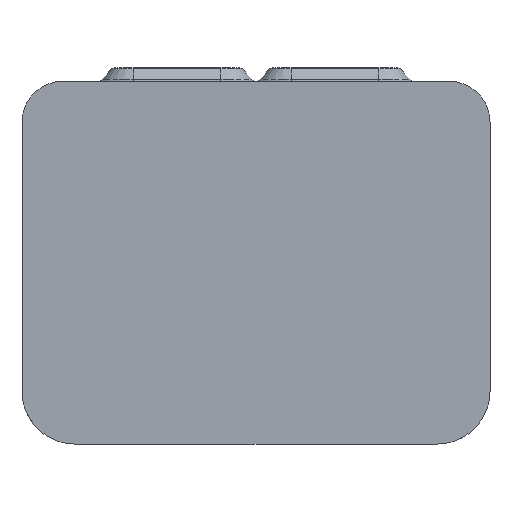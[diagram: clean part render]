
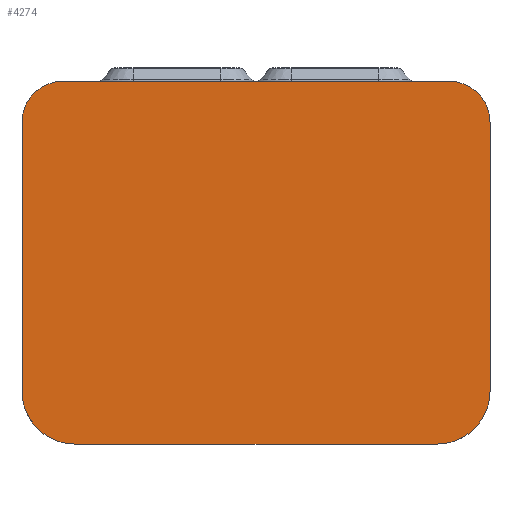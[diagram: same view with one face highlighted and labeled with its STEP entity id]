
A CAD part, top view. The second image highlights one B-rep face of the part: STEP entity #4274.
In plain terms, the highlighted planar face has unit normal (0, 0, 1).
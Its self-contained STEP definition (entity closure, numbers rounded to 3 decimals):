
#136=PLANE('',#1798);
#253=VECTOR('',#1065,1.);
#319=VECTOR('',#1399,1.);
#323=VECTOR('',#1408,1.);
#329=VECTOR('',#1428,1.);
#431=LINE('',#8095,#253);
#497=LINE('',#9057,#319);
#501=LINE('',#9077,#323);
#507=LINE('',#9366,#329);
#1065=DIRECTION('',(1.,0.,0.));
#1399=DIRECTION('',(0.,1.,0.));
#1404=DIRECTION('',(0.,0.,-1.));
#1405=DIRECTION('',(-6.364,-6.364,0.));
#1408=DIRECTION('',(-1.,0.,0.));
#1412=DIRECTION('',(0.,0.,-1.));
#1413=DIRECTION('',(6.364,-6.364,0.));
#1420=DIRECTION('',(0.,0.,-1.));
#1421=DIRECTION('',(4.95,4.95,0.));
#1425=DIRECTION('',(0.,0.,-1.));
#1426=DIRECTION('',(-4.95,4.95,0.));
#1427=DIRECTION('',(0.,0.,1.));
#1428=DIRECTION('',(0.,-1.,0.));
#1789=AXIS2_PLACEMENT_3D('',#9073,#1404,#1405);
#1792=AXIS2_PLACEMENT_3D('',#9081,#1412,#1413);
#1795=AXIS2_PLACEMENT_3D('',#9252,#1420,#1421);
#1797=AXIS2_PLACEMENT_3D('',#9256,#1425,#1426);
#1798=AXIS2_PLACEMENT_3D('',#9365,#1427,$);
#2012=CIRCLE('',#1789,9.);
#2013=CIRCLE('',#1792,9.);
#2014=CIRCLE('',#1795,7.);
#2015=CIRCLE('',#1797,7.);
#2197=VERTEX_POINT('',#8094);
#2198=VERTEX_POINT('',#8096);
#2285=VERTEX_POINT('',#9056);
#2286=VERTEX_POINT('',#9058);
#2287=VERTEX_POINT('',#9072);
#2288=VERTEX_POINT('',#9076);
#2289=VERTEX_POINT('',#9080);
#2291=VERTEX_POINT('',#9253);
#2619=EDGE_CURVE('',#2197,#2198,#431,.T.);
#2783=EDGE_CURVE('',#2285,#2286,#497,.T.);
#2787=EDGE_CURVE('',#2287,#2285,#2012,.T.);
#2789=EDGE_CURVE('',#2288,#2287,#501,.T.);
#2791=EDGE_CURVE('',#2289,#2288,#2013,.T.);
#2796=EDGE_CURVE('',#2198,#2291,#2014,.T.);
#2798=EDGE_CURVE('',#2286,#2197,#2015,.T.);
#2799=EDGE_CURVE('',#2291,#2289,#507,.T.);
#3665=ORIENTED_EDGE('',*,*,#2791,.F.);
#3666=ORIENTED_EDGE('',*,*,#2799,.F.);
#3667=ORIENTED_EDGE('',*,*,#2796,.F.);
#3668=ORIENTED_EDGE('',*,*,#2619,.F.);
#3669=ORIENTED_EDGE('',*,*,#2798,.F.);
#3670=ORIENTED_EDGE('',*,*,#2783,.F.);
#3671=ORIENTED_EDGE('',*,*,#2787,.F.);
#3672=ORIENTED_EDGE('',*,*,#2789,.F.);
#3894=EDGE_LOOP('',(#3665,#3666,#3667,#3668,#3669,#3670,#3671,#3672));
#4090=FACE_BOUND('',#3894,.T.);
#4274=ADVANCED_FACE('',(#4090),#136,.T.);
#8094=CARTESIAN_POINT('',(-33.,55.,18.5));
#8095=CARTESIAN_POINT('',(40.,55.,18.5));
#8096=CARTESIAN_POINT('',(33.,55.,18.5));
#9056=CARTESIAN_POINT('',(-40.,2.,18.5));
#9057=CARTESIAN_POINT('',(-40.,55.,18.5));
#9058=CARTESIAN_POINT('',(-40.,48.,18.5));
#9072=CARTESIAN_POINT('',(-31.,-7.,18.5));
#9073=CARTESIAN_POINT('',(-31.,2.,18.5));
#9076=CARTESIAN_POINT('',(31.,-7.,18.5));
#9077=CARTESIAN_POINT('',(-40.,-7.,18.5));
#9080=CARTESIAN_POINT('',(40.,2.,18.5));
#9081=CARTESIAN_POINT('',(31.,2.,18.5));
#9252=CARTESIAN_POINT('',(33.,48.,18.5));
#9253=CARTESIAN_POINT('',(40.,48.,18.5));
#9256=CARTESIAN_POINT('',(-33.,48.,18.5));
#9365=CARTESIAN_POINT('',(0.,24.,18.5));
#9366=CARTESIAN_POINT('',(40.,-7.,18.5));
